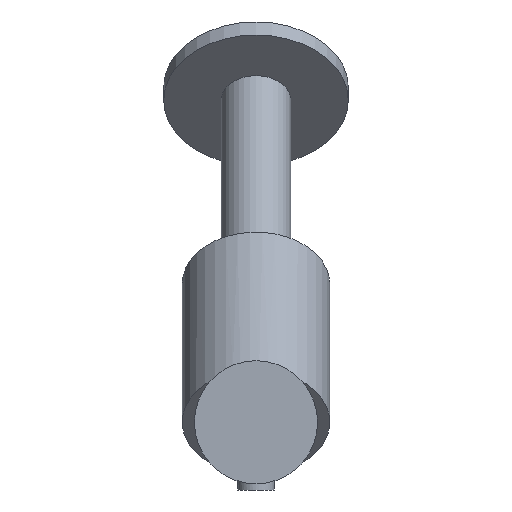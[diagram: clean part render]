
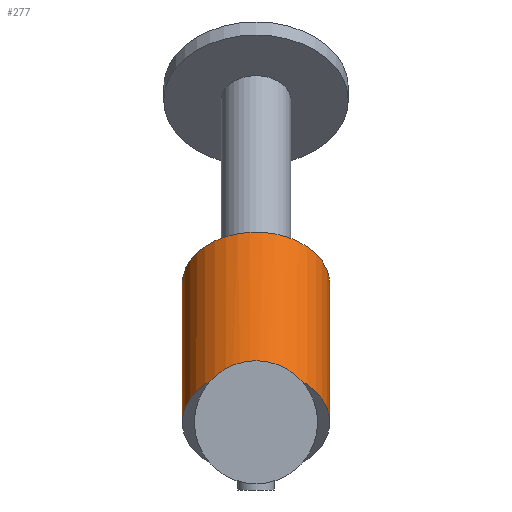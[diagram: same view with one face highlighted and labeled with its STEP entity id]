
A CAD part, left-side view. The second image highlights one B-rep face of the part: STEP entity #277.
In plain terms, the highlighted cylindrical face has radius 36 mm (diameter 72 mm), a full revolution.
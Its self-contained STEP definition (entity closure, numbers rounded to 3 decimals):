
#51=CIRCLE('',#328,36.);
#52=CIRCLE('',#329,36.);
#53=CIRCLE('',#330,36.);
#90=ORIENTED_EDGE('',*,*,#138,.F.);
#91=ORIENTED_EDGE('',*,*,#139,.T.);
#92=ORIENTED_EDGE('',*,*,#124,.T.);
#93=ORIENTED_EDGE('',*,*,#140,.T.);
#94=ORIENTED_EDGE('',*,*,#130,.F.);
#124=EDGE_CURVE('',#151,#153,#174,.T.);
#130=EDGE_CURVE('',#157,#158,#175,.T.);
#138=EDGE_CURVE('',#165,#165,#51,.T.);
#139=EDGE_CURVE('',#157,#151,#52,.T.);
#140=EDGE_CURVE('',#153,#158,#53,.T.);
#151=VERTEX_POINT('',#490);
#153=VERTEX_POINT('',#494);
#157=VERTEX_POINT('',#548);
#158=VERTEX_POINT('',#559);
#165=VERTEX_POINT('',#583);
#174=B_SPLINE_CURVE_WITH_KNOTS('',3,(#495,#496,#497,#498,#499,#500,#501,
#502,#503,#504,#505,#506,#507,#508,#509,#510,#511,#512,#513,#514,#515,#516,
#517,#518,#519,#520,#521,#522,#523,#524,#525,#526,#527,#528,#529,#530,#531,
#532,#533,#534,#535,#536,#537),.UNSPECIFIED.,.F.,.F.,(4,1,1,1,1,1,1,1,1,
1,1,1,1,1,1,1,1,1,1,1,1,1,1,1,1,1,1,1,1,1,1,1,1,1,1,1,1,1,1,1,4),(0.,
0.006,0.009,0.012,0.015,
0.018,0.024,0.027,0.03,
0.036,0.047,0.053,0.059,
0.065,0.071,0.077,0.08,
0.083,0.086,0.089,0.092,
0.095,0.101,0.104,0.107,
0.11,0.113,0.119,0.125,
0.131,0.142,0.148,0.154,
0.16,0.166,0.169,0.172,
0.175,0.178,0.184,0.19),
 .UNSPECIFIED.);
#175=B_SPLINE_CURVE_WITH_KNOTS('',3,(#549,#550,#551,#552,#553,#554,#555,
#556,#557,#558),.UNSPECIFIED.,.F.,.F.,(4,1,1,1,1,1,1,4),(0.,
0.008,0.012,0.015,0.019,
0.023,0.027,0.031),.UNSPECIFIED.);
#197=EDGE_LOOP('',(#90));
#198=EDGE_LOOP('',(#91,#92,#93,#94));
#237=FACE_BOUND('',#197,.T.);
#238=FACE_BOUND('',#198,.T.);
#261=CYLINDRICAL_SURFACE('',#327,36.);
#277=ADVANCED_FACE('',(#237,#238),#261,.T.);
#327=AXIS2_PLACEMENT_3D('',#581,#402,#403);
#328=AXIS2_PLACEMENT_3D('',#582,#404,#405);
#329=AXIS2_PLACEMENT_3D('',#584,#406,#407);
#330=AXIS2_PLACEMENT_3D('',#585,#408,#409);
#402=DIRECTION('',(-0.707,0.,-0.707));
#403=DIRECTION('',(-0.707,0.,0.707));
#404=DIRECTION('',(0.707,0.,0.707));
#405=DIRECTION('',(0.707,0.,-0.707));
#406=DIRECTION('',(0.707,0.,0.707));
#407=DIRECTION('',(0.707,0.,-0.707));
#408=DIRECTION('',(0.707,0.,0.707));
#409=DIRECTION('',(0.707,0.,-0.707));
#490=CARTESIAN_POINT('',(-12.873,-16.492,-22.627));
#494=CARTESIAN_POINT('',(-12.873,16.492,-22.627));
#495=CARTESIAN_POINT('',(-12.873,-16.492,-22.627));
#496=CARTESIAN_POINT('',(-12.873,-18.11,-21.449));
#497=CARTESIAN_POINT('',(-12.81,-20.303,-19.461));
#498=CARTESIAN_POINT('',(-12.402,-22.798,-16.346));
#499=CARTESIAN_POINT('',(-11.88,-24.373,-13.882));
#500=CARTESIAN_POINT('',(-11.096,-25.654,-11.339));
#501=CARTESIAN_POINT('',(-9.611,-26.988,-7.844));
#502=CARTESIAN_POINT('',(-7.526,-27.708,-4.532));
#503=CARTESIAN_POINT('',(-4.962,-27.99,-1.481));
#504=CARTESIAN_POINT('',(-2.21,-28.027,1.339));
#505=CARTESIAN_POINT('',(3.102,-27.576,5.856));
#506=CARTESIAN_POINT('',(9.579,-26.249,10.154));
#507=CARTESIAN_POINT('',(16.145,-24.3,14.039));
#508=CARTESIAN_POINT('',(21.106,-22.487,16.793));
#509=CARTESIAN_POINT('',(25.975,-20.311,19.375));
#510=CARTESIAN_POINT('',(30.7,-17.709,21.793));
#511=CARTESIAN_POINT('',(34.484,-15.057,23.677));
#512=CARTESIAN_POINT('',(37.264,-12.595,25.039));
#513=CARTESIAN_POINT('',(39.21,-10.518,25.985));
#514=CARTESIAN_POINT('',(40.905,-8.235,26.802));
#515=CARTESIAN_POINT('',(42.297,-5.659,27.468));
#516=CARTESIAN_POINT('',(43.214,-2.852,27.906));
#517=CARTESIAN_POINT('',(43.631,1.146,28.104));
#518=CARTESIAN_POINT('',(42.662,5.068,27.644));
#519=CARTESIAN_POINT('',(40.753,8.466,26.728));
#520=CARTESIAN_POINT('',(39.034,10.725,25.9));
#521=CARTESIAN_POINT('',(37.07,12.781,24.945));
#522=CARTESIAN_POINT('',(34.281,15.211,23.576));
#523=CARTESIAN_POINT('',(30.537,17.809,21.711));
#524=CARTESIAN_POINT('',(25.766,20.415,19.267));
#525=CARTESIAN_POINT('',(19.316,23.269,15.839));
#526=CARTESIAN_POINT('',(12.769,25.404,12.125));
#527=CARTESIAN_POINT('',(6.243,26.926,7.929));
#528=CARTESIAN_POINT('',(1.487,27.719,4.493));
#529=CARTESIAN_POINT('',(-3.04,28.092,0.623));
#530=CARTESIAN_POINT('',(-6.339,27.918,-2.989));
#531=CARTESIAN_POINT('',(-8.576,27.346,-6.195));
#532=CARTESIAN_POINT('',(-9.993,26.645,-8.743));
#533=CARTESIAN_POINT('',(-11.083,25.669,-11.303));
#534=CARTESIAN_POINT('',(-12.151,23.936,-14.756));
#535=CARTESIAN_POINT('',(-12.785,21.063,-18.765));
#536=CARTESIAN_POINT('',(-12.873,18.105,-21.452));
#537=CARTESIAN_POINT('',(-12.873,16.492,-22.627));
#548=CARTESIAN_POINT('',(-58.733,-14.714,23.233));
#549=CARTESIAN_POINT('',(-58.733,-14.714,23.233));
#550=CARTESIAN_POINT('',(-58.733,-12.508,24.629));
#551=CARTESIAN_POINT('',(-58.817,-8.99,26.216));
#552=CARTESIAN_POINT('',(-58.897,-3.87,27.319));
#553=CARTESIAN_POINT('',(-58.919,-0.033,27.591));
#554=CARTESIAN_POINT('',(-58.897,3.878,27.319));
#555=CARTESIAN_POINT('',(-58.837,7.665,26.504));
#556=CARTESIAN_POINT('',(-58.763,11.302,25.171));
#557=CARTESIAN_POINT('',(-58.733,13.611,23.931));
#558=CARTESIAN_POINT('',(-58.733,14.714,23.233));
#559=CARTESIAN_POINT('',(-58.733,14.714,23.233));
#581=CARTESIAN_POINT('',(31.675,0.,67.175));
#582=CARTESIAN_POINT('',(31.675,0.,67.175));
#583=CARTESIAN_POINT('',(57.131,0.,41.719));
#584=CARTESIAN_POINT('',(-35.5,0.,0.));
#585=CARTESIAN_POINT('',(-35.5,0.,0.));
